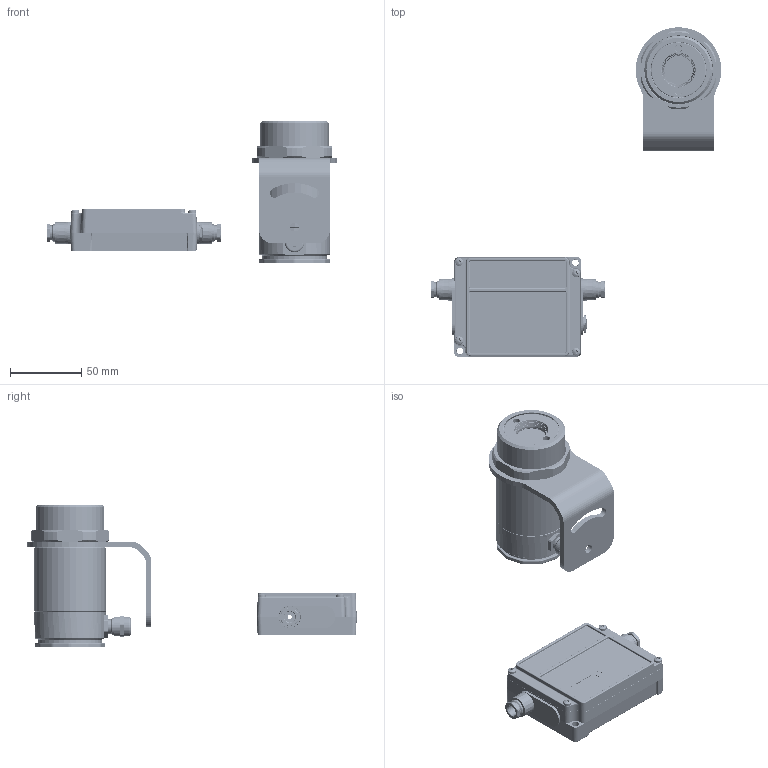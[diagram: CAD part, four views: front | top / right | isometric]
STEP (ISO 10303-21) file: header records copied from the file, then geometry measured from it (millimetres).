
FILE_DESCRIPTION(/* description */ (''),/* implementation_level */ '2;1');
FILE_NAME(/* name */ 'ipf_z3d_OI98C716.stp',/* time_stamp */ '2018-03-12T11:52:08+01:00',/* author */ ('galensa'),/* organization */ (''),/* preprocessor_version */ 'ST-DEVELOPER v15.2',/* originating_system */ 'Autodesk Inventor 2014',/* authorisation */ '');
FILE_SCHEMA (('AUTOMOTIVE_DESIGN { 1 0 10303 214 3 1 1 }'));
Products named in the file (3): OI98E097 Messkopfgehäuse; OI98E097 Elektronikbox; ipf_z3d_OI98C716
Bounding box: 203.84 x 231.11 x 100 mm (x, y, z)
Volume: 161834.6 mm3; surface area: 142359.9 mm2
Topology: 8 solids, 142 shells, 5596 faces, 14490 edges, 9153 vertices
Faces by surface type: plane 2443, cylinder 1332, cone 1233, bspline 300, torus 238, sphere 50
Full cylindrical faces by diameter (mm): 0.7 x1, 0.99 x6, 1.3 x6, 1.4 x6, 1.5 x4, 1.6 x25, 2 x168, 2.2 x9, 2.4 x4, 2.5 x56, 3 x48, 3.05 x6, 3.58 x4, 3.6 x10, 3.8 x5, 3.9 x6, 4 x15, 4.5 x6, 5 x5, 5.3 x4, 5.6 x8, 6 x1, 6.5 x1, 7 x2, 7.5 x2, 7.8 x2, 8 x3, 9 x3, 10 x2, 10.2 x4
Entity records: 203456 total; most frequent: CARTESIAN_POINT 76714, DIRECTION 26738, ORIENTED_EDGE 24868, EDGE_CURVE 12427, AXIS2_PLACEMENT_3D 10375, VERTEX_POINT 8332, EDGE_LOOP 7217, LINE 5988
